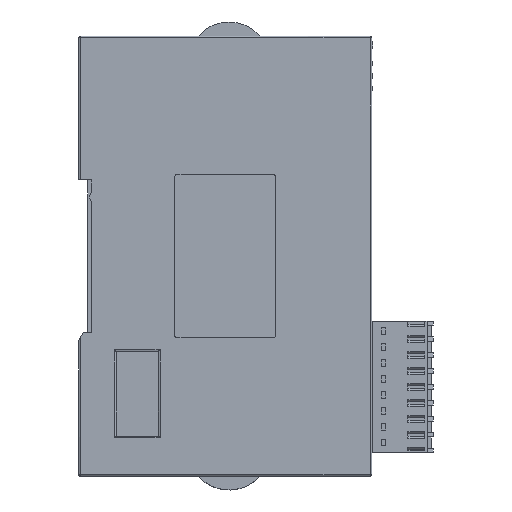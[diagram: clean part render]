
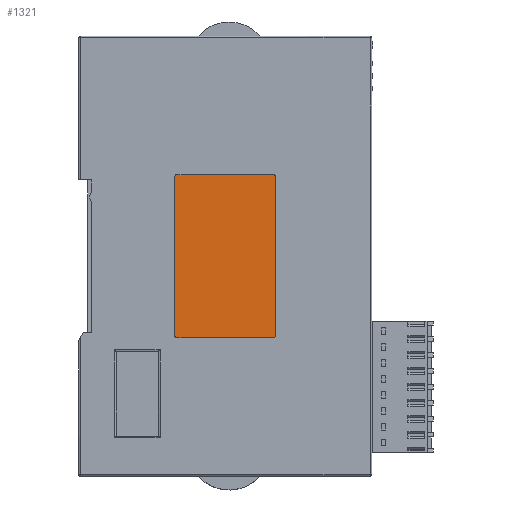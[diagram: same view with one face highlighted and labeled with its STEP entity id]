
A CAD part, left-side view. The second image highlights one B-rep face of the part: STEP entity #1321.
In plain terms, the highlighted planar face has unit normal (-1, 0, 0).
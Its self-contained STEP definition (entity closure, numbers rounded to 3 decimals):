
#1321=ADVANCED_FACE('',(#2559),#20355,.T.);
#2559=FACE_OUTER_BOUND('',#3914,.T.);
#3914=EDGE_LOOP('',(#9766,#9767,#9768,#9769,#9770,#9771,#9772,#9773));
#9766=ORIENTED_EDGE('',*,*,#12052,.F.);
#9767=ORIENTED_EDGE('',*,*,#12039,.F.);
#9768=ORIENTED_EDGE('',*,*,#12032,.F.);
#9769=ORIENTED_EDGE('',*,*,#12033,.F.);
#9770=ORIENTED_EDGE('',*,*,#12038,.F.);
#9771=ORIENTED_EDGE('',*,*,#12042,.F.);
#9772=ORIENTED_EDGE('',*,*,#12047,.F.);
#9773=ORIENTED_EDGE('',*,*,#12048,.F.);
#12032=EDGE_CURVE('',#18251,#18248,#13924,.T.);
#12033=EDGE_CURVE('',#18252,#18251,#15375,.T.);
#12038=EDGE_CURVE('',#18255,#18252,#13926,.T.);
#12039=EDGE_CURVE('',#18248,#18256,#15379,.T.);
#12042=EDGE_CURVE('',#18258,#18255,#15382,.T.);
#12047=EDGE_CURVE('',#18261,#18258,#13928,.T.);
#12048=EDGE_CURVE('',#18262,#18261,#15386,.T.);
#12052=EDGE_CURVE('',#18256,#18262,#13930,.T.);
#13924=(
BOUNDED_CURVE()
B_SPLINE_CURVE(2,(#33511,#33512,#33513),.UNSPECIFIED.,.F.,.F.)
B_SPLINE_CURVE_WITH_KNOTS((3,3),(0.,1.),.UNSPECIFIED.)
CURVE()
GEOMETRIC_REPRESENTATION_ITEM()
RATIONAL_B_SPLINE_CURVE((1.,0.707,1.))
REPRESENTATION_ITEM('')
);
#13926=(
BOUNDED_CURVE()
B_SPLINE_CURVE(2,(#33525,#33526,#33527),.UNSPECIFIED.,.F.,.F.)
B_SPLINE_CURVE_WITH_KNOTS((3,3),(0.,1.),.UNSPECIFIED.)
CURVE()
GEOMETRIC_REPRESENTATION_ITEM()
RATIONAL_B_SPLINE_CURVE((1.,0.707,1.))
REPRESENTATION_ITEM('')
);
#13928=(
BOUNDED_CURVE()
B_SPLINE_CURVE(2,(#33545,#33546,#33547),.UNSPECIFIED.,.F.,.F.)
B_SPLINE_CURVE_WITH_KNOTS((3,3),(0.,1.),.UNSPECIFIED.)
CURVE()
GEOMETRIC_REPRESENTATION_ITEM()
RATIONAL_B_SPLINE_CURVE((1.,0.707,1.))
REPRESENTATION_ITEM('')
);
#13930=(
BOUNDED_CURVE()
B_SPLINE_CURVE(2,(#33557,#33558,#33559),.UNSPECIFIED.,.F.,.F.)
B_SPLINE_CURVE_WITH_KNOTS((3,3),(0.,1.),.UNSPECIFIED.)
CURVE()
GEOMETRIC_REPRESENTATION_ITEM()
RATIONAL_B_SPLINE_CURVE((1.,0.707,1.))
REPRESENTATION_ITEM('')
);
#15375=B_SPLINE_CURVE_WITH_KNOTS('',1,(#33514,#33515),.UNSPECIFIED.,.F.,
 .F.,(2,2),(0.,23.),.UNSPECIFIED.);
#15379=B_SPLINE_CURVE_WITH_KNOTS('',1,(#33528,#33529),.UNSPECIFIED.,.F.,
 .F.,(2,2),(0.,38.),.UNSPECIFIED.);
#15382=B_SPLINE_CURVE_WITH_KNOTS('',1,(#33534,#33535),.UNSPECIFIED.,.F.,
 .F.,(2,2),(0.,38.),.UNSPECIFIED.);
#15386=B_SPLINE_CURVE_WITH_KNOTS('',1,(#33548,#33549),.UNSPECIFIED.,.F.,
 .F.,(2,2),(0.,23.),.UNSPECIFIED.);
#18248=VERTEX_POINT('',#28234);
#18251=VERTEX_POINT('',#28237);
#18252=VERTEX_POINT('',#28238);
#18255=VERTEX_POINT('',#28241);
#18256=VERTEX_POINT('',#28242);
#18258=VERTEX_POINT('',#28244);
#18261=VERTEX_POINT('',#28247);
#18262=VERTEX_POINT('',#28248);
#20355=PLANE('',#21485);
#21485=AXIS2_PLACEMENT_3D('',#26651,#22538,$);
#22538=DIRECTION('',(-1.,0.,0.));
#26651=CARTESIAN_POINT('',(-345.703,-71.468,212.686));
#28234=CARTESIAN_POINT('',(-345.703,-97.88,255.098));
#28237=CARTESIAN_POINT('',(-345.703,-97.38,255.598));
#28238=CARTESIAN_POINT('',(-345.703,-74.38,255.598));
#28241=CARTESIAN_POINT('',(-345.703,-73.88,255.098));
#28242=CARTESIAN_POINT('',(-345.703,-97.88,217.098));
#28244=CARTESIAN_POINT('',(-345.703,-73.88,217.098));
#28247=CARTESIAN_POINT('',(-345.703,-74.38,216.598));
#28248=CARTESIAN_POINT('',(-345.703,-97.38,216.598));
#33511=CARTESIAN_POINT('',(-345.703,-97.38,255.598));
#33512=CARTESIAN_POINT('',(-345.703,-97.88,255.598));
#33513=CARTESIAN_POINT('',(-345.703,-97.88,255.098));
#33514=CARTESIAN_POINT('',(-345.703,-74.38,255.598));
#33515=CARTESIAN_POINT('',(-345.703,-97.38,255.598));
#33525=CARTESIAN_POINT('',(-345.703,-73.88,255.098));
#33526=CARTESIAN_POINT('',(-345.703,-73.88,255.598));
#33527=CARTESIAN_POINT('',(-345.703,-74.38,255.598));
#33528=CARTESIAN_POINT('',(-345.703,-97.88,255.098));
#33529=CARTESIAN_POINT('',(-345.703,-97.88,217.098));
#33534=CARTESIAN_POINT('',(-345.703,-73.88,217.098));
#33535=CARTESIAN_POINT('',(-345.703,-73.88,255.098));
#33545=CARTESIAN_POINT('',(-345.703,-74.38,216.598));
#33546=CARTESIAN_POINT('',(-345.703,-73.88,216.598));
#33547=CARTESIAN_POINT('',(-345.703,-73.88,217.098));
#33548=CARTESIAN_POINT('',(-345.703,-97.38,216.598));
#33549=CARTESIAN_POINT('',(-345.703,-74.38,216.598));
#33557=CARTESIAN_POINT('',(-345.703,-97.88,217.098));
#33558=CARTESIAN_POINT('',(-345.703,-97.88,216.598));
#33559=CARTESIAN_POINT('',(-345.703,-97.38,216.598));
